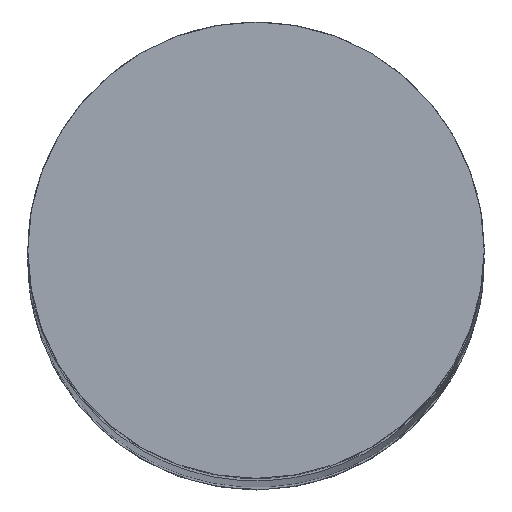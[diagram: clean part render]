
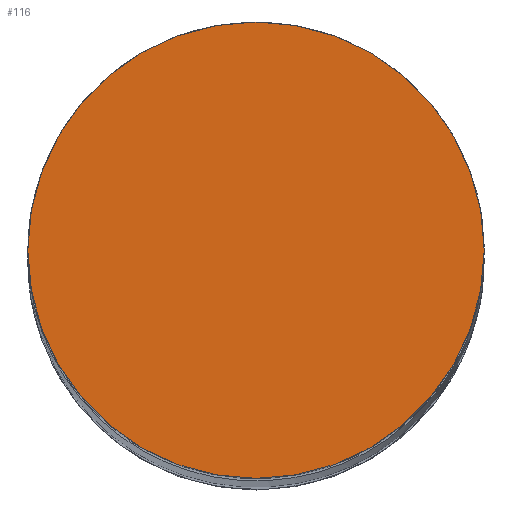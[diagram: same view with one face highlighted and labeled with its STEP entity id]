
A CAD part, top view. The second image highlights one B-rep face of the part: STEP entity #116.
In plain terms, the highlighted planar face has unit normal (0, 0, 1).
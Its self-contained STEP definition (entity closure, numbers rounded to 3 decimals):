
#13=PLANE('',#142);
#15=CIRCLE('',#141,7.695);
#34=FACE_OUTER_BOUND('',#43,.T.);
#43=EDGE_LOOP('',(#95));
#61=VERTEX_POINT('',#301);
#72=EDGE_CURVE('',#61,#61,#15,.T.);
#95=ORIENTED_EDGE('',*,*,#72,.T.);
#116=ADVANCED_FACE('',(#34),#13,.T.);
#141=AXIS2_PLACEMENT_3D('',#302,#160,#161);
#142=AXIS2_PLACEMENT_3D('',#304,#163,#164);
#160=DIRECTION('center_axis',(0.,0.,1.));
#161=DIRECTION('ref_axis',(1.,0.,0.));
#163=DIRECTION('center_axis',(0.,0.,1.));
#164=DIRECTION('ref_axis',(1.,0.,0.));
#301=CARTESIAN_POINT('',(720.619,493.189,225.));
#302=CARTESIAN_POINT('Origin',(728.314,493.189,225.));
#304=CARTESIAN_POINT('Origin',(728.314,493.189,225.));
